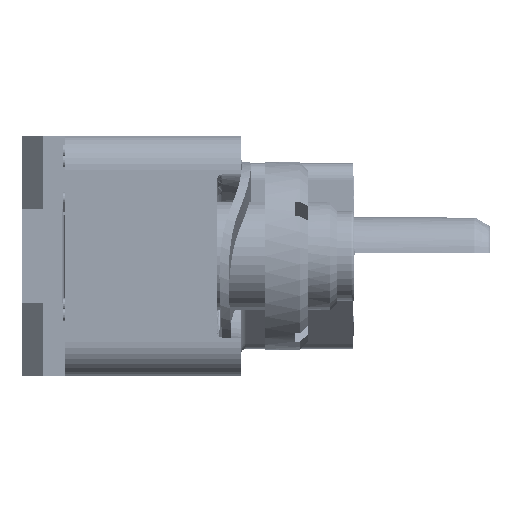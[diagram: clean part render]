
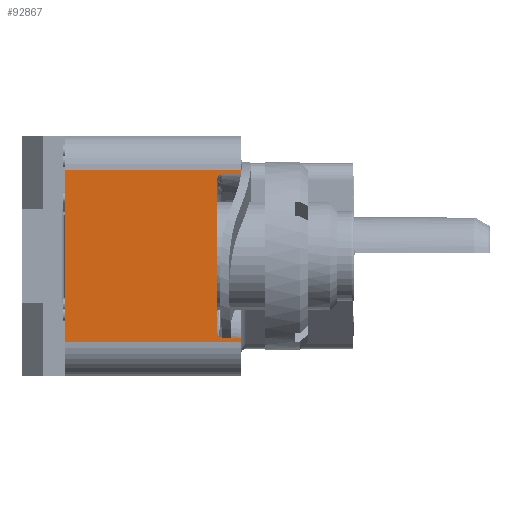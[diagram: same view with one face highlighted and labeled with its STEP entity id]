
A CAD part, left-side view. The second image highlights one B-rep face of the part: STEP entity #92867.
In plain terms, the highlighted planar face has unit normal (-1, 0, 0).
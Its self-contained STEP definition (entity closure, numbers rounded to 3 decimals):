
#2696=DIRECTION('',(0.,0.,1.));
#2697=VECTOR('',#2696,8.9);
#2698=CARTESIAN_POINT('',(-40.,1.4,-4.45));
#2699=LINE('',#2698,#2697);
#2700=DIRECTION('',(0.,1.,0.));
#2701=VECTOR('',#2700,1.1);
#2702=CARTESIAN_POINT('',(-40.,0.,-4.75));
#2703=LINE('',#2702,#2701);
#2704=DIRECTION('',(0.,0.,-1.));
#2705=VECTOR('',#2704,0.25);
#2706=CARTESIAN_POINT('',(-40.,0.,-4.75));
#2707=LINE('',#2706,#2705);
#2708=DIRECTION('',(0.,0.,-1.));
#2709=VECTOR('',#2708,0.25);
#2710=CARTESIAN_POINT('',(-40.,0.,5.));
#2711=LINE('',#2710,#2709);
#2712=DIRECTION('',(0.,1.,0.));
#2713=VECTOR('',#2712,1.1);
#2714=CARTESIAN_POINT('',(-40.,0.,4.75));
#2715=LINE('',#2714,#2713);
#2749=CARTESIAN_POINT('',(-40.,1.1,-4.45));
#2750=DIRECTION('',(1.,0.,0.));
#2751=DIRECTION('',(0.,0.,-1.));
#2752=AXIS2_PLACEMENT_3D('',#2749,#2750,#2751);
#3520=CARTESIAN_POINT('',(-40.,1.1,4.45));
#3521=DIRECTION('',(1.,0.,0.));
#3522=DIRECTION('',(0.,1.,0.));
#3523=AXIS2_PLACEMENT_3D('',#3520,#3521,#3522);
#5733=DIRECTION('',(0.,0.,-1.));
#5734=VECTOR('',#5733,10.);
#5735=CARTESIAN_POINT('',(-40.,10.25,5.));
#5736=LINE('',#5735,#5734);
#6278=DIRECTION('',(0.,-1.,0.));
#6279=VECTOR('',#6278,10.25);
#6280=CARTESIAN_POINT('',(-40.,10.25,5.));
#6281=LINE('',#6280,#6279);
#64690=DIRECTION('',(0.,1.,0.));
#64691=VECTOR('',#64690,10.25);
#64692=CARTESIAN_POINT('',(-40.,0.,-5.));
#64693=LINE('',#64692,#64691);
#77228=CARTESIAN_POINT('',(-40.,0.,5.));
#77230=VERTEX_POINT('',#77228);
#77231=CARTESIAN_POINT('',(-40.,10.25,5.));
#77232=VERTEX_POINT('',#77231);
#77236=CARTESIAN_POINT('',(-40.,10.25,-5.));
#77238=VERTEX_POINT('',#77236);
#77239=CARTESIAN_POINT('',(-40.,0.,-5.));
#77240=VERTEX_POINT('',#77239);
#77247=CARTESIAN_POINT('',(-40.,0.,-4.75));
#77249=VERTEX_POINT('',#77247);
#77253=CARTESIAN_POINT('',(-40.,0.,4.75));
#77254=VERTEX_POINT('',#77253);
#77388=CARTESIAN_POINT('',(-40.,1.4,-4.45));
#77390=VERTEX_POINT('',#77388);
#77393=CARTESIAN_POINT('',(-40.,1.4,4.45));
#77394=VERTEX_POINT('',#77393);
#77395=CARTESIAN_POINT('',(-40.,1.1,4.75));
#77397=VERTEX_POINT('',#77395);
#77399=CARTESIAN_POINT('',(-40.,1.1,-4.75));
#77400=VERTEX_POINT('',#77399);
#92843=CARTESIAN_POINT('',(-40.,0.,7.));
#92844=DIRECTION('',(-1.,0.,0.));
#92845=DIRECTION('',(0.,1.,0.));
#92846=AXIS2_PLACEMENT_3D('',#92843,#92844,#92845);
#92847=PLANE('',#92846);
#92849=ORIENTED_EDGE('',*,*,#92848,.F.);
#92851=ORIENTED_EDGE('',*,*,#92850,.F.);
#92852=ORIENTED_EDGE('',*,*,#92834,.F.);
#92853=ORIENTED_EDGE('',*,*,#92738,.T.);
#92855=ORIENTED_EDGE('',*,*,#92854,.T.);
#92857=ORIENTED_EDGE('',*,*,#92856,.F.);
#92859=ORIENTED_EDGE('',*,*,#92858,.T.);
#92860=ORIENTED_EDGE('',*,*,#92700,.T.);
#92862=ORIENTED_EDGE('',*,*,#92861,.T.);
#92864=ORIENTED_EDGE('',*,*,#92863,.F.);
#92865=EDGE_LOOP('',(#92849,#92851,#92852,#92853,#92855,#92857,#92859,#92860,
#92862,#92864));
#92866=FACE_OUTER_BOUND('',#92865,.F.);
#92867=ADVANCED_FACE('',(#92866),#92847,.T.);
#2753=CIRCLE('',#2752,0.3);
#3524=CIRCLE('',#3523,0.3);
#92700=EDGE_CURVE('',#77230,#77254,#2711,.T.);
#92738=EDGE_CURVE('',#77249,#77240,#2707,.T.);
#92834=EDGE_CURVE('',#77249,#77400,#2703,.T.);
#92848=EDGE_CURVE('',#77390,#77394,#2699,.T.);
#92850=EDGE_CURVE('',#77400,#77390,#2753,.T.);
#92854=EDGE_CURVE('',#77240,#77238,#64693,.T.);
#92856=EDGE_CURVE('',#77232,#77238,#5736,.T.);
#92858=EDGE_CURVE('',#77232,#77230,#6281,.T.);
#92861=EDGE_CURVE('',#77254,#77397,#2715,.T.);
#92863=EDGE_CURVE('',#77394,#77397,#3524,.T.);
